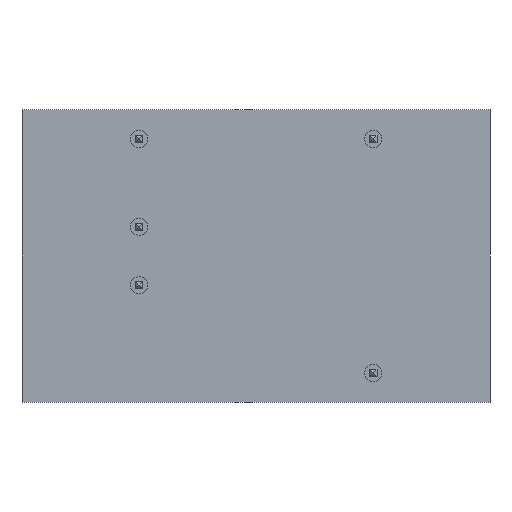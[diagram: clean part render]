
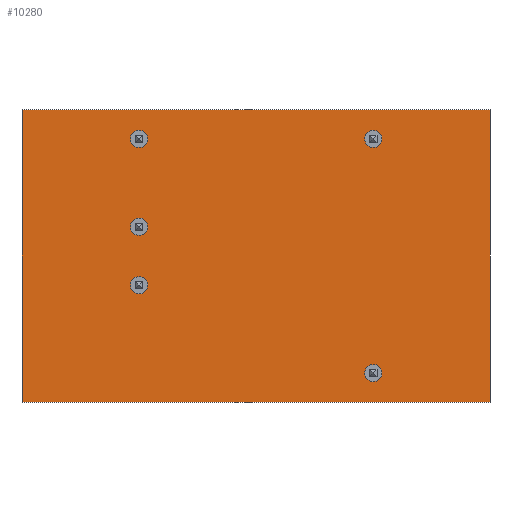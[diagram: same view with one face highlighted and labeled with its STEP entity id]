
A CAD part, front view. The second image highlights one B-rep face of the part: STEP entity #10280.
In plain terms, the highlighted planar face has unit normal (0, -1, 0).
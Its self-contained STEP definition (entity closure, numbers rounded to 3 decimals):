
#26 = DIRECTION ( 'NONE',  ( 0., 0., -1. ) ) ;
#27 = CARTESIAN_POINT ( 'NONE',  ( 10.16, 0., -2.54 ) ) ;
#78 = CIRCLE ( 'NONE', #5387, 0.75 ) ;
#96 = FACE_BOUND ( 'NONE', #9580, .T. ) ;
#174 = EDGE_CURVE ( 'NONE', #7349, #10624, #78, .T. ) ;
#228 = CIRCLE ( 'NONE', #985, 0.75 ) ;
#264 = EDGE_CURVE ( 'NONE', #704, #9879, #6913, .T. ) ;
#313 = VECTOR ( 'NONE', #3186, 1000. ) ;
#381 = ORIENTED_EDGE ( 'NONE', *, *, #13456, .F. ) ;
#485 = CARTESIAN_POINT ( 'NONE',  ( 10.16, 0., -2.54 ) ) ;
#704 = VERTEX_POINT ( 'NONE', #7334 ) ;
#796 = AXIS2_PLACEMENT_3D ( 'NONE', #27, #8322, #1215 ) ;
#802 = DIRECTION ( 'NONE',  ( 0., 0., -1. ) ) ;
#954 = VERTEX_POINT ( 'NONE', #13950 ) ;
#963 = CARTESIAN_POINT ( 'NONE',  ( 30.48, 0., -2.54 ) ) ;
#985 = AXIS2_PLACEMENT_3D ( 'NONE', #12590, #5420, #13754 ) ;
#1078 = EDGE_CURVE ( 'NONE', #10338, #8333, #11183, .T. ) ;
#1215 = DIRECTION ( 'NONE',  ( 0., 0., -1. ) ) ;
#1396 = AXIS2_PLACEMENT_3D ( 'NONE', #15018, #7921, #802 ) ;
#1606 = ORIENTED_EDGE ( 'NONE', *, *, #9803, .F. ) ;
#1672 = VERTEX_POINT ( 'NONE', #8197 ) ;
#1677 = DIRECTION ( 'NONE',  ( 0., 0., -1. ) ) ;
#1721 = EDGE_LOOP ( 'NONE', ( #381, #14732 ) ) ;
#2048 = EDGE_CURVE ( 'NONE', #9879, #704, #9232, .T. ) ;
#2160 = DIRECTION ( 'NONE',  ( 0., 0., -1. ) ) ;
#2356 = AXIS2_PLACEMENT_3D ( 'NONE', #963, #9293, #2160 ) ;
#2487 = DIRECTION ( 'NONE',  ( 0., 1., 0. ) ) ;
#2597 = EDGE_LOOP ( 'NONE', ( #1606, #12878 ) ) ;
#2626 = ORIENTED_EDGE ( 'NONE', *, *, #1078, .F. ) ;
#2649 = CARTESIAN_POINT ( 'NONE',  ( 10.16, 0., -10.16 ) ) ;
#2688 = EDGE_CURVE ( 'NONE', #2840, #4058, #6621, .T. ) ;
#2840 = VERTEX_POINT ( 'NONE', #14106 ) ;
#3186 = DIRECTION ( 'NONE',  ( -1., 0., 0. ) ) ;
#3230 = FACE_BOUND ( 'NONE', #9170, .T. ) ;
#3275 = AXIS2_PLACEMENT_3D ( 'NONE', #11048, #3881, #12247 ) ;
#3321 = EDGE_CURVE ( 'NONE', #6981, #1672, #10136, .T. ) ;
#3457 = DIRECTION ( 'NONE',  ( 0., -1., 0. ) ) ;
#3494 = ORIENTED_EDGE ( 'NONE', *, *, #10576, .F. ) ;
#3586 = FACE_BOUND ( 'NONE', #2597, .T. ) ;
#3619 = PLANE ( 'NONE',  #11175 ) ;
#3832 = DIRECTION ( 'NONE',  ( 0., 0., -1. ) ) ;
#3881 = DIRECTION ( 'NONE',  ( 0., -1., 0. ) ) ;
#3979 = CIRCLE ( 'NONE', #8867, 0.75 ) ;
#3989 = ORIENTED_EDGE ( 'NONE', *, *, #2688, .F. ) ;
#4058 = VERTEX_POINT ( 'NONE', #7637 ) ;
#4106 = DIRECTION ( 'NONE',  ( 0., -1., 0. ) ) ;
#4455 = LINE ( 'NONE', #6205, #10796 ) ;
#4606 = DIRECTION ( 'NONE',  ( 1., 0., 0. ) ) ;
#4953 = CARTESIAN_POINT ( 'NONE',  ( 30.48, 0., -1.79 ) ) ;
#5387 = AXIS2_PLACEMENT_3D ( 'NONE', #11260, #4106, #12464 ) ;
#5420 = DIRECTION ( 'NONE',  ( 0., -1., 0. ) ) ;
#5421 = DIRECTION ( 'NONE',  ( 0., 0., -1. ) ) ;
#5808 = CARTESIAN_POINT ( 'NONE',  ( 0., 0., 0. ) ) ;
#6205 = CARTESIAN_POINT ( 'NONE',  ( 0., 0., 0. ) ) ;
#6423 = EDGE_LOOP ( 'NONE', ( #12064, #6429 ) ) ;
#6429 = ORIENTED_EDGE ( 'NONE', *, *, #9888, .F. ) ;
#6477 = CARTESIAN_POINT ( 'NONE',  ( 10.16, 0., -15.99 ) ) ;
#6621 = LINE ( 'NONE', #10311, #313 ) ;
#6761 = CARTESIAN_POINT ( 'NONE',  ( 0., 0., 0. ) ) ;
#6913 = CIRCLE ( 'NONE', #13371, 0.75 ) ;
#6958 = VERTEX_POINT ( 'NONE', #10258 ) ;
#6981 = VERTEX_POINT ( 'NONE', #6761 ) ;
#7000 = ORIENTED_EDGE ( 'NONE', *, *, #264, .F. ) ;
#7064 = CIRCLE ( 'NONE', #1396, 0.75 ) ;
#7112 = DIRECTION ( 'NONE',  ( 0., -1., 0. ) ) ;
#7334 = CARTESIAN_POINT ( 'NONE',  ( 10.16, 0., -9.41 ) ) ;
#7343 = ORIENTED_EDGE ( 'NONE', *, *, #2048, .F. ) ;
#7349 = VERTEX_POINT ( 'NONE', #4953 ) ;
#7637 = CARTESIAN_POINT ( 'NONE',  ( 0., 0., -25.4 ) ) ;
#7876 = CIRCLE ( 'NONE', #796, 0.75 ) ;
#7921 = DIRECTION ( 'NONE',  ( 0., -1., 0. ) ) ;
#8197 = CARTESIAN_POINT ( 'NONE',  ( 40.6, 0., 0. ) ) ;
#8267 = VERTEX_POINT ( 'NONE', #6477 ) ;
#8322 = DIRECTION ( 'NONE',  ( 0., -1., 0. ) ) ;
#8330 = EDGE_CURVE ( 'NONE', #8333, #10338, #228, .T. ) ;
#8333 = VERTEX_POINT ( 'NONE', #14820 ) ;
#8474 = CARTESIAN_POINT ( 'NONE',  ( 30.48, 0., -23.61 ) ) ;
#8778 = EDGE_CURVE ( 'NONE', #4058, #6981, #4455, .T. ) ;
#8793 = DIRECTION ( 'NONE',  ( 0., -1., 0. ) ) ;
#8840 = CIRCLE ( 'NONE', #2356, 0.75 ) ;
#8867 = AXIS2_PLACEMENT_3D ( 'NONE', #485, #8793, #1677 ) ;
#9025 = EDGE_CURVE ( 'NONE', #9341, #8267, #7064, .T. ) ;
#9170 = EDGE_LOOP ( 'NONE', ( #7343, #7000 ) ) ;
#9205 = FACE_OUTER_BOUND ( 'NONE', #10346, .T. ) ;
#9232 = CIRCLE ( 'NONE', #11485, 0.75 ) ;
#9293 = DIRECTION ( 'NONE',  ( 0., -1., 0. ) ) ;
#9341 = VERTEX_POINT ( 'NONE', #11043 ) ;
#9580 = EDGE_LOOP ( 'NONE', ( #2626, #10879 ) ) ;
#9629 = CARTESIAN_POINT ( 'NONE',  ( 0., 0., 0. ) ) ;
#9803 = EDGE_CURVE ( 'NONE', #8267, #9341, #14587, .T. ) ;
#9879 = VERTEX_POINT ( 'NONE', #12352 ) ;
#9888 = EDGE_CURVE ( 'NONE', #954, #6958, #3979, .T. ) ;
#10136 = LINE ( 'NONE', #5808, #13289 ) ;
#10222 = EDGE_CURVE ( 'NONE', #6958, #954, #7876, .T. ) ;
#10258 = CARTESIAN_POINT ( 'NONE',  ( 10.16, 0., -3.29 ) ) ;
#10280 = ADVANCED_FACE ( 'NONE', ( #96, #12735, #3586, #3230, #12364, #9205 ), #3619, .F. ) ;
#10311 = CARTESIAN_POINT ( 'NONE',  ( 0., 0., -25.4 ) ) ;
#10338 = VERTEX_POINT ( 'NONE', #8474 ) ;
#10346 = EDGE_LOOP ( 'NONE', ( #11898, #3989, #3494, #11026 ) ) ;
#10576 = EDGE_CURVE ( 'NONE', #1672, #2840, #14534, .T. ) ;
#10604 = CARTESIAN_POINT ( 'NONE',  ( 10.16, 0., -10.16 ) ) ;
#10624 = VERTEX_POINT ( 'NONE', #13873 ) ;
#10796 = VECTOR ( 'NONE', #14515, 1000. ) ;
#10827 = DIRECTION ( 'NONE',  ( 0., 0., 1. ) ) ;
#10879 = ORIENTED_EDGE ( 'NONE', *, *, #8330, .F. ) ;
#11004 = DIRECTION ( 'NONE',  ( 0., -1., 0. ) ) ;
#11026 = ORIENTED_EDGE ( 'NONE', *, *, #3321, .F. ) ;
#11043 = CARTESIAN_POINT ( 'NONE',  ( 10.16, 0., -14.49 ) ) ;
#11048 = CARTESIAN_POINT ( 'NONE',  ( 10.16, 0., -15.24 ) ) ;
#11175 = AXIS2_PLACEMENT_3D ( 'NONE', #9629, #2487, #10827 ) ;
#11183 = CIRCLE ( 'NONE', #12423, 0.75 ) ;
#11260 = CARTESIAN_POINT ( 'NONE',  ( 30.48, 0., -2.54 ) ) ;
#11403 = VECTOR ( 'NONE', #5421, 1000. ) ;
#11485 = AXIS2_PLACEMENT_3D ( 'NONE', #10604, #3457, #11799 ) ;
#11799 = DIRECTION ( 'NONE',  ( 0., 0., -1. ) ) ;
#11898 = ORIENTED_EDGE ( 'NONE', *, *, #8778, .F. ) ;
#12064 = ORIENTED_EDGE ( 'NONE', *, *, #10222, .F. ) ;
#12247 = DIRECTION ( 'NONE',  ( 0., 0., -1. ) ) ;
#12352 = CARTESIAN_POINT ( 'NONE',  ( 10.16, 0., -10.91 ) ) ;
#12364 = FACE_BOUND ( 'NONE', #6423, .T. ) ;
#12423 = AXIS2_PLACEMENT_3D ( 'NONE', #14247, #7112, #26 ) ;
#12464 = DIRECTION ( 'NONE',  ( 0., 0., -1. ) ) ;
#12590 = CARTESIAN_POINT ( 'NONE',  ( 30.48, 0., -22.86 ) ) ;
#12735 = FACE_BOUND ( 'NONE', #1721, .T. ) ;
#12878 = ORIENTED_EDGE ( 'NONE', *, *, #9025, .F. ) ;
#13289 = VECTOR ( 'NONE', #4606, 1000. ) ;
#13371 = AXIS2_PLACEMENT_3D ( 'NONE', #2649, #11004, #3832 ) ;
#13456 = EDGE_CURVE ( 'NONE', #10624, #7349, #8840, .T. ) ;
#13754 = DIRECTION ( 'NONE',  ( 0., 0., -1. ) ) ;
#13873 = CARTESIAN_POINT ( 'NONE',  ( 30.48, 0., -3.29 ) ) ;
#13950 = CARTESIAN_POINT ( 'NONE',  ( 10.16, 0., -1.79 ) ) ;
#14106 = CARTESIAN_POINT ( 'NONE',  ( 40.6, 0., -25.4 ) ) ;
#14247 = CARTESIAN_POINT ( 'NONE',  ( 30.48, 0., -22.86 ) ) ;
#14515 = DIRECTION ( 'NONE',  ( 0., 0., 1. ) ) ;
#14534 = LINE ( 'NONE', #14874, #11403 ) ;
#14587 = CIRCLE ( 'NONE', #3275, 0.75 ) ;
#14732 = ORIENTED_EDGE ( 'NONE', *, *, #174, .F. ) ;
#14820 = CARTESIAN_POINT ( 'NONE',  ( 30.48, 0., -22.11 ) ) ;
#14874 = CARTESIAN_POINT ( 'NONE',  ( 40.6, 0., 0. ) ) ;
#15018 = CARTESIAN_POINT ( 'NONE',  ( 10.16, 0., -15.24 ) ) ;
